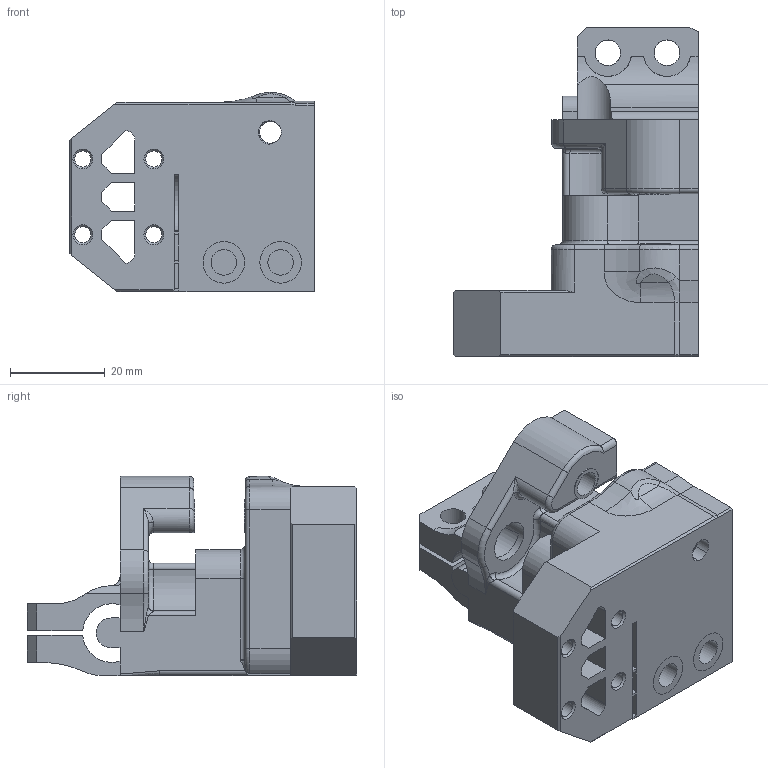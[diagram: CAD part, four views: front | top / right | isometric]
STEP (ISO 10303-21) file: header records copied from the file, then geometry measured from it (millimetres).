
FILE_DESCRIPTION(/* description */ (''),/* implementation_level */ '2;1');
FILE_NAME(/* name */ 'Joint_left.step',/* time_stamp */ '2023-03-16T18:13:09+01:00',/* author */ (''),/* organization */ (''),/* preprocessor_version */ 'ST-DEVELOPER v19.2',/* originating_system */ 'Autodesk Translation Framework v11.17.0.187',/* authorisation */ '');
FILE_SCHEMA (('AUTOMOTIVE_DESIGN { 1 0 10303 214 3 1 1 }'));
Length unit declared in the file: millimetre
Products named in the file (1): CF_mod_v3
Bounding box: 51.7 x 69.62 x 42.07 mm (x, y, z)
Volume: 53808.7 mm3; surface area: 20685.5 mm2
Topology: 1 solids, 1 shells, 242 faces, 687 edges, 446 vertices
Faces by surface type: plane 120, cylinder 80, bspline 19, torus 14, cone 9
Full cylindrical faces by diameter (mm): 3.4 x4, 4.634 x5, 5.12 x8, 5.4 x13, 7 x2, 8.8 x2
Entity records: 14837 total; most frequent: CARTESIAN_POINT 8462, ORIENTED_EDGE 1370, DIRECTION 1207, EDGE_CURVE 685, VERTEX_POINT 446, AXIS2_PLACEMENT_3D 407, LINE 393, VECTOR 393
